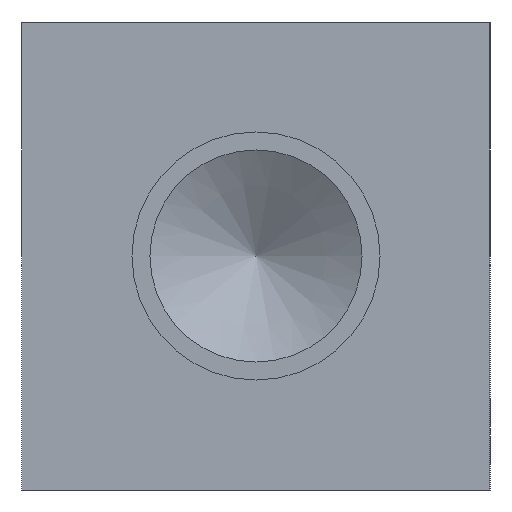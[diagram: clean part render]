
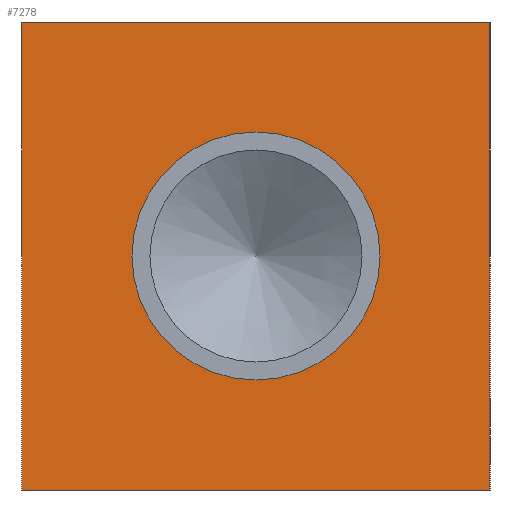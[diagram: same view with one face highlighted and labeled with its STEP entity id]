
A CAD part, left-side view. The second image highlights one B-rep face of the part: STEP entity #7278.
In plain terms, the highlighted planar face has unit normal (-1, 0, 0).
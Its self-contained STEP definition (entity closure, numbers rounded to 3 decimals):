
#97=CIRCLE('',#7573,13.462);
#98=CIRCLE('',#7574,13.462);
#495=FACE_BOUND('',#1282,.T.);
#869=FACE_OUTER_BOUND('',#1281,.T.);
#1281=EDGE_LOOP('',(#6330,#6331,#6332,#6333));
#1282=EDGE_LOOP('',(#6334,#6335));
#1678=LINE('',#9916,#2381);
#1993=LINE('',#12466,#2696);
#1994=LINE('',#12467,#2697);
#1995=LINE('',#12468,#2698);
#2381=VECTOR('',#8281,10.);
#2696=VECTOR('',#8990,10.);
#2697=VECTOR('',#8991,10.);
#2698=VECTOR('',#8992,10.);
#2966=VERTEX_POINT('',#9909);
#2969=VERTEX_POINT('',#9914);
#3342=VERTEX_POINT('',#12358);
#3343=VERTEX_POINT('',#12359);
#3374=VERTEX_POINT('',#12464);
#3375=VERTEX_POINT('',#12465);
#3774=EDGE_CURVE('',#2969,#2966,#1678,.T.);
#4317=EDGE_CURVE('',#3342,#3343,#97,.T.);
#4318=EDGE_CURVE('',#3343,#3342,#98,.T.);
#4369=EDGE_CURVE('',#3374,#3375,#1993,.T.);
#4370=EDGE_CURVE('',#3375,#2966,#1994,.T.);
#4371=EDGE_CURVE('',#3374,#2969,#1995,.T.);
#6330=ORIENTED_EDGE('',*,*,#4369,.T.);
#6331=ORIENTED_EDGE('',*,*,#4370,.T.);
#6332=ORIENTED_EDGE('',*,*,#3774,.F.);
#6333=ORIENTED_EDGE('',*,*,#4371,.F.);
#6334=ORIENTED_EDGE('',*,*,#4317,.T.);
#6335=ORIENTED_EDGE('',*,*,#4318,.T.);
#6596=PLANE('',#7627);
#7278=ADVANCED_FACE('',(#869,#495),#6596,.T.);
#7573=AXIS2_PLACEMENT_3D('',#12360,#8861,#8862);
#7574=AXIS2_PLACEMENT_3D('',#12361,#8863,#8864);
#7627=AXIS2_PLACEMENT_3D('',#12463,#8988,#8989);
#8281=DIRECTION('',(0.,-1.,0.));
#8861=DIRECTION('center_axis',(1.,0.,0.));
#8862=DIRECTION('ref_axis',(0.,1.,0.));
#8863=DIRECTION('center_axis',(1.,0.,0.));
#8864=DIRECTION('ref_axis',(0.,1.,0.));
#8988=DIRECTION('center_axis',(-1.,0.,0.));
#8989=DIRECTION('ref_axis',(0.,-1.,0.));
#8990=DIRECTION('',(0.,-1.,0.));
#8991=DIRECTION('',(0.,0.,1.));
#8992=DIRECTION('',(0.,0.,1.));
#9909=CARTESIAN_POINT('',(0.,0.,50.8));
#9914=CARTESIAN_POINT('',(0.,50.8,50.8));
#9916=CARTESIAN_POINT('',(0.,50.8,50.8));
#12358=CARTESIAN_POINT('',(0.,38.862,25.4));
#12359=CARTESIAN_POINT('',(0.,11.938,25.4));
#12360=CARTESIAN_POINT('Origin',(0.,25.4,25.4));
#12361=CARTESIAN_POINT('Origin',(0.,25.4,25.4));
#12463=CARTESIAN_POINT('Origin',(0.,50.8,0.));
#12464=CARTESIAN_POINT('',(0.,50.8,0.));
#12465=CARTESIAN_POINT('',(0.,0.,0.));
#12466=CARTESIAN_POINT('',(0.,50.8,0.));
#12467=CARTESIAN_POINT('',(0.,0.,0.));
#12468=CARTESIAN_POINT('',(0.,50.8,0.));
